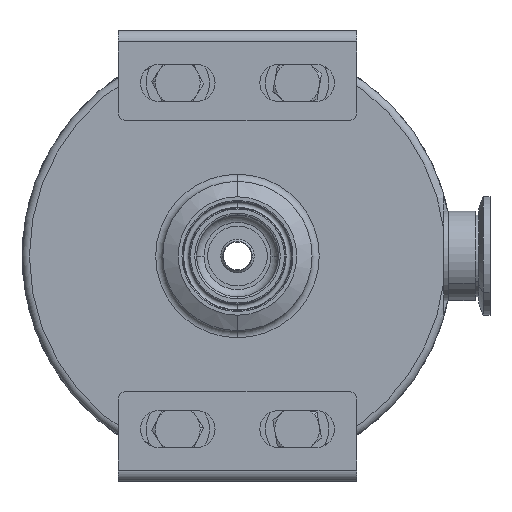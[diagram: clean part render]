
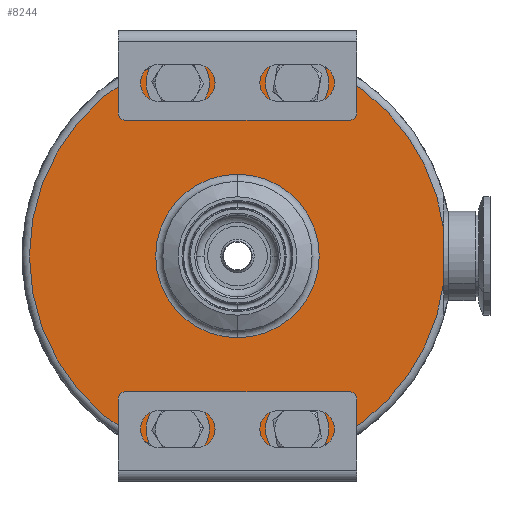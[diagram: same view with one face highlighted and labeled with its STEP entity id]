
A CAD part, front view. The second image highlights one B-rep face of the part: STEP entity #8244.
In plain terms, the highlighted planar face has unit normal (0, -1, 0).
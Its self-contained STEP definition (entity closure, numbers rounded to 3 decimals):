
#293 = CARTESIAN_POINT ( 'NONE',  ( -25.4, -35.306, -80.518 ) ) ;
#339 = DIRECTION ( 'NONE',  ( 0., 0., -1. ) ) ;
#401 = CARTESIAN_POINT ( 'NONE',  ( 25.4, -35.306, -80.518 ) ) ;
#678 = DIRECTION ( 'NONE',  ( 0., -1., 0. ) ) ;
#749 = VERTEX_POINT ( 'NONE', #4917 ) ;
#799 = EDGE_LOOP ( 'NONE', ( #3522, #3905 ) ) ;
#939 = CARTESIAN_POINT ( 'NONE',  ( -25.4, -35.306, -73.66 ) ) ;
#995 = AXIS2_PLACEMENT_3D ( 'NONE', #2195, #12389, #9530 ) ;
#1094 = EDGE_CURVE ( 'NONE', #9785, #1488, #5680, .T. ) ;
#1172 = AXIS2_PLACEMENT_3D ( 'NONE', #11018, #11219, #7152 ) ;
#1207 = VERTEX_POINT ( 'NONE', #12278 ) ;
#1223 = AXIS2_PLACEMENT_3D ( 'NONE', #9602, #4092, #12460 ) ;
#1251 = EDGE_CURVE ( 'NONE', #5982, #9519, #6566, .T. ) ;
#1331 = EDGE_LOOP ( 'NONE', ( #11791, #6636 ) ) ;
#1488 = VERTEX_POINT ( 'NONE', #401 ) ;
#1596 = DIRECTION ( 'NONE',  ( 0., 0., -1. ) ) ;
#1690 = DIRECTION ( 'NONE',  ( 0., 0., -1. ) ) ;
#1911 = CARTESIAN_POINT ( 'NONE',  ( 87.732, -35.306, 0. ) ) ;
#1926 = FACE_BOUND ( 'NONE', #3188, .T. ) ;
#1947 = CIRCLE ( 'NONE', #2596, 34.798 ) ;
#2152 = ORIENTED_EDGE ( 'NONE', *, *, #11232, .T. ) ;
#2189 = EDGE_LOOP ( 'NONE', ( #5594, #13237 ) ) ;
#2195 = CARTESIAN_POINT ( 'NONE',  ( -25.4, -35.306, -73.66 ) ) ;
#2457 = CARTESIAN_POINT ( 'NONE',  ( 0., -35.306, -34.798 ) ) ;
#2596 = AXIS2_PLACEMENT_3D ( 'NONE', #3850, #11056, #1690 ) ;
#2661 = CARTESIAN_POINT ( 'NONE',  ( 0., -35.306, 88.519 ) ) ;
#2868 = CARTESIAN_POINT ( 'NONE',  ( 87.732, -35.306, 11.78 ) ) ;
#2884 = VERTEX_POINT ( 'NONE', #2661 ) ;
#2900 = VERTEX_POINT ( 'NONE', #2868 ) ;
#2944 = DIRECTION ( 'NONE',  ( 0., 0., -1. ) ) ;
#3120 = ORIENTED_EDGE ( 'NONE', *, *, #13208, .F. ) ;
#3188 = EDGE_LOOP ( 'NONE', ( #5196, #11876 ) ) ;
#3236 = CIRCLE ( 'NONE', #12578, 6.858 ) ;
#3509 = VERTEX_POINT ( 'NONE', #11404 ) ;
#3522 = ORIENTED_EDGE ( 'NONE', *, *, #5143, .F. ) ;
#3724 = CARTESIAN_POINT ( 'NONE',  ( -25.4, -35.306, 73.66 ) ) ;
#3779 = DIRECTION ( 'NONE',  ( 0., 0., -1. ) ) ;
#3794 = DIRECTION ( 'NONE',  ( 0., 0., -1. ) ) ;
#3816 = CIRCLE ( 'NONE', #10559, 88.519 ) ;
#3843 = DIRECTION ( 'NONE',  ( 0., 0., -1. ) ) ;
#3850 = CARTESIAN_POINT ( 'NONE',  ( 0., -35.306, 0. ) ) ;
#3905 = ORIENTED_EDGE ( 'NONE', *, *, #1094, .F. ) ;
#4023 = DIRECTION ( 'NONE',  ( 0., 0., -1. ) ) ;
#4092 = DIRECTION ( 'NONE',  ( 0., -1., 0. ) ) ;
#4134 = EDGE_LOOP ( 'NONE', ( #9837, #3120 ) ) ;
#4375 = FACE_BOUND ( 'NONE', #4134, .T. ) ;
#4509 = DIRECTION ( 'NONE',  ( 0., 0., -1. ) ) ;
#4612 = EDGE_CURVE ( 'NONE', #6893, #749, #3236, .T. ) ;
#4621 = CARTESIAN_POINT ( 'NONE',  ( 25.4, -35.306, -73.66 ) ) ;
#4688 = EDGE_CURVE ( 'NONE', #2900, #10640, #5925, .T. ) ;
#4786 = DIRECTION ( 'NONE',  ( 0., -1., 0. ) ) ;
#4858 = FACE_BOUND ( 'NONE', #799, .T. ) ;
#4886 = DIRECTION ( 'NONE',  ( 0., -1., 0. ) ) ;
#4917 = CARTESIAN_POINT ( 'NONE',  ( -25.4, -35.306, 80.518 ) ) ;
#4918 = CARTESIAN_POINT ( 'NONE',  ( 0., -35.306, -88.519 ) ) ;
#4990 = FACE_BOUND ( 'NONE', #1331, .T. ) ;
#5004 = CIRCLE ( 'NONE', #6522, 6.858 ) ;
#5110 = EDGE_CURVE ( 'NONE', #9292, #1207, #1947, .T. ) ;
#5114 = ORIENTED_EDGE ( 'NONE', *, *, #8140, .T. ) ;
#5123 = FACE_BOUND ( 'NONE', #2189, .T. ) ;
#5143 = EDGE_CURVE ( 'NONE', #1488, #9785, #8452, .T. ) ;
#5196 = ORIENTED_EDGE ( 'NONE', *, *, #1251, .F. ) ;
#5320 = CIRCLE ( 'NONE', #11160, 88.519 ) ;
#5417 = VECTOR ( 'NONE', #8082, 1000. ) ;
#5491 = DIRECTION ( 'NONE',  ( 0., -1., 0. ) ) ;
#5586 = CARTESIAN_POINT ( 'NONE',  ( 25.4, -35.306, 66.802 ) ) ;
#5594 = ORIENTED_EDGE ( 'NONE', *, *, #4612, .F. ) ;
#5680 = CIRCLE ( 'NONE', #6773, 6.858 ) ;
#5720 = CARTESIAN_POINT ( 'NONE',  ( -25.4, -35.306, 66.802 ) ) ;
#5790 = DIRECTION ( 'NONE',  ( 0., 0., -1. ) ) ;
#5921 = EDGE_CURVE ( 'NONE', #2884, #12131, #5320, .T. ) ;
#5925 = LINE ( 'NONE', #1911, #5417 ) ;
#5982 = VERTEX_POINT ( 'NONE', #293 ) ;
#6194 = CARTESIAN_POINT ( 'NONE',  ( -25.4, -35.306, -66.802 ) ) ;
#6214 = AXIS2_PLACEMENT_3D ( 'NONE', #9427, #5491, #339 ) ;
#6433 = CIRCLE ( 'NONE', #995, 6.858 ) ;
#6522 = AXIS2_PLACEMENT_3D ( 'NONE', #12798, #12997, #4509 ) ;
#6566 = CIRCLE ( 'NONE', #8285, 6.858 ) ;
#6636 = ORIENTED_EDGE ( 'NONE', *, *, #8490, .F. ) ;
#6638 = AXIS2_PLACEMENT_3D ( 'NONE', #6882, #4786, #2944 ) ;
#6651 = DIRECTION ( 'NONE',  ( 0., -1., 0. ) ) ;
#6669 = DIRECTION ( 'NONE',  ( 0., -1., 0. ) ) ;
#6676 = DIRECTION ( 'NONE',  ( 0., -1., 0. ) ) ;
#6773 = AXIS2_PLACEMENT_3D ( 'NONE', #4621, #6651, #6781 ) ;
#6781 = DIRECTION ( 'NONE',  ( 0., 0., -1. ) ) ;
#6882 = CARTESIAN_POINT ( 'NONE',  ( 25.4, -35.306, 73.66 ) ) ;
#6893 = VERTEX_POINT ( 'NONE', #5720 ) ;
#7006 = AXIS2_PLACEMENT_3D ( 'NONE', #3724, #6669, #3794 ) ;
#7152 = DIRECTION ( 'NONE',  ( 0., 0., -1. ) ) ;
#7599 = ORIENTED_EDGE ( 'NONE', *, *, #5921, .T. ) ;
#7623 = CARTESIAN_POINT ( 'NONE',  ( -25.4, -35.306, 73.66 ) ) ;
#7668 = CARTESIAN_POINT ( 'NONE',  ( 25.4, -35.306, -66.802 ) ) ;
#8082 = DIRECTION ( 'NONE',  ( 0., 0., -1. ) ) ;
#8140 = EDGE_CURVE ( 'NONE', #2900, #2884, #3816, .T. ) ;
#8219 = AXIS2_PLACEMENT_3D ( 'NONE', #11256, #678, #3779 ) ;
#8244 = ADVANCED_FACE ( 'NONE', ( #4858, #1926, #5123, #4990, #13281, #4375 ), #8374, .T. ) ;
#8285 = AXIS2_PLACEMENT_3D ( 'NONE', #939, #4886, #3843 ) ;
#8374 = PLANE ( 'NONE',  #1223 ) ;
#8452 = CIRCLE ( 'NONE', #8219, 6.858 ) ;
#8490 = EDGE_CURVE ( 'NONE', #3509, #12339, #5004, .T. ) ;
#8584 = CIRCLE ( 'NONE', #6638, 6.858 ) ;
#8651 = CARTESIAN_POINT ( 'NONE',  ( 87.732, -35.306, -11.78 ) ) ;
#9292 = VERTEX_POINT ( 'NONE', #2457 ) ;
#9388 = CIRCLE ( 'NONE', #7006, 6.858 ) ;
#9427 = CARTESIAN_POINT ( 'NONE',  ( 0., -35.306, 0. ) ) ;
#9519 = VERTEX_POINT ( 'NONE', #6194 ) ;
#9530 = DIRECTION ( 'NONE',  ( 0., 0., -1. ) ) ;
#9602 = CARTESIAN_POINT ( 'NONE',  ( 34.798, -35.306, 0. ) ) ;
#9785 = VERTEX_POINT ( 'NONE', #7668 ) ;
#9837 = ORIENTED_EDGE ( 'NONE', *, *, #5110, .F. ) ;
#10281 = CIRCLE ( 'NONE', #1172, 34.798 ) ;
#10559 = AXIS2_PLACEMENT_3D ( 'NONE', #11293, #11222, #4023 ) ;
#10640 = VERTEX_POINT ( 'NONE', #8651 ) ;
#10705 = EDGE_CURVE ( 'NONE', #12339, #3509, #8584, .T. ) ;
#10816 = EDGE_CURVE ( 'NONE', #9519, #5982, #6433, .T. ) ;
#10898 = DIRECTION ( 'NONE',  ( 0., -1., 0. ) ) ;
#11018 = CARTESIAN_POINT ( 'NONE',  ( 0., -35.306, 0. ) ) ;
#11056 = DIRECTION ( 'NONE',  ( 0., -1., 0. ) ) ;
#11160 = AXIS2_PLACEMENT_3D ( 'NONE', #11208, #10898, #1596 ) ;
#11208 = CARTESIAN_POINT ( 'NONE',  ( 0., -35.306, 0. ) ) ;
#11219 = DIRECTION ( 'NONE',  ( 0., -1., 0. ) ) ;
#11222 = DIRECTION ( 'NONE',  ( 0., -1., 0. ) ) ;
#11232 = EDGE_CURVE ( 'NONE', #12131, #10640, #12721, .T. ) ;
#11256 = CARTESIAN_POINT ( 'NONE',  ( 25.4, -35.306, -73.66 ) ) ;
#11293 = CARTESIAN_POINT ( 'NONE',  ( 0., -35.306, 0. ) ) ;
#11404 = CARTESIAN_POINT ( 'NONE',  ( 25.4, -35.306, 80.518 ) ) ;
#11791 = ORIENTED_EDGE ( 'NONE', *, *, #10705, .F. ) ;
#11876 = ORIENTED_EDGE ( 'NONE', *, *, #10816, .F. ) ;
#12100 = EDGE_LOOP ( 'NONE', ( #12828, #5114, #7599, #2152 ) ) ;
#12131 = VERTEX_POINT ( 'NONE', #4918 ) ;
#12278 = CARTESIAN_POINT ( 'NONE',  ( 0., -35.306, 34.798 ) ) ;
#12312 = EDGE_CURVE ( 'NONE', #749, #6893, #9388, .T. ) ;
#12339 = VERTEX_POINT ( 'NONE', #5586 ) ;
#12389 = DIRECTION ( 'NONE',  ( 0., -1., 0. ) ) ;
#12460 = DIRECTION ( 'NONE',  ( 0., 0., -1. ) ) ;
#12578 = AXIS2_PLACEMENT_3D ( 'NONE', #7623, #6676, #5790 ) ;
#12721 = CIRCLE ( 'NONE', #6214, 88.519 ) ;
#12798 = CARTESIAN_POINT ( 'NONE',  ( 25.4, -35.306, 73.66 ) ) ;
#12828 = ORIENTED_EDGE ( 'NONE', *, *, #4688, .F. ) ;
#12997 = DIRECTION ( 'NONE',  ( 0., -1., 0. ) ) ;
#13208 = EDGE_CURVE ( 'NONE', #1207, #9292, #10281, .T. ) ;
#13237 = ORIENTED_EDGE ( 'NONE', *, *, #12312, .F. ) ;
#13281 = FACE_OUTER_BOUND ( 'NONE', #12100, .T. ) ;
